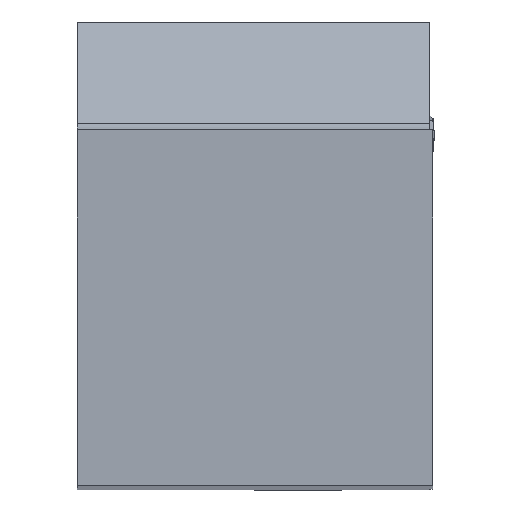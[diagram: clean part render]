
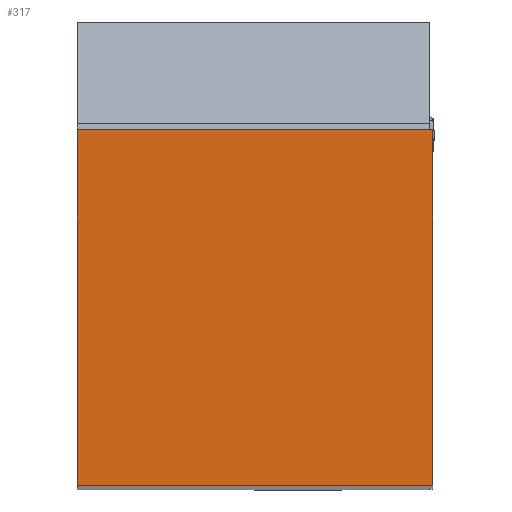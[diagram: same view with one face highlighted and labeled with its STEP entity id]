
A CAD part, top view. The second image highlights one B-rep face of the part: STEP entity #317.
In plain terms, the highlighted planar face has unit normal (0, 0, 1).
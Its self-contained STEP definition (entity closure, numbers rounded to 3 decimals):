
#317=ADVANCED_FACE('CU_BACK_SU1',(#482),#420,.F.);
#420=PLANE('',#2162);
#482=FACE_OUTER_BOUND('',#593,.T.);
#593=EDGE_LOOP('',(#848,#849,#850,#851));
#848=ORIENTED_EDGE('',*,*,#1490,.T.);
#849=ORIENTED_EDGE('',*,*,#1542,.F.);
#850=ORIENTED_EDGE('',*,*,#1555,.T.);
#851=ORIENTED_EDGE('',*,*,#1499,.T.);
#1298=VERTEX_POINT('',#2808);
#1299=VERTEX_POINT('',#2810);
#1307=VERTEX_POINT('',#2828);
#1337=VERTEX_POINT('',#2910);
#1490=EDGE_CURVE('',#1299,#1298,#1773,.T.);
#1499=EDGE_CURVE('',#1307,#1299,#1781,.T.);
#1542=EDGE_CURVE('',#1337,#1298,#1813,.T.);
#1555=EDGE_CURVE('',#1337,#1307,#1821,.T.);
#1773=LINE('',#2809,#1933);
#1781=LINE('',#2827,#1941);
#1813=LINE('',#2911,#1973);
#1821=LINE('',#2973,#1981);
#1933=VECTOR('',#2328,1.);
#1941=VECTOR('',#2340,1.);
#1973=VECTOR('',#2414,1.);
#1981=VECTOR('',#2452,1.);
#2162=AXIS2_PLACEMENT_3D('',#2974,#2453,#2454);
#2328=DIRECTION('',(1.,0.,0.));
#2340=DIRECTION('',(0.,-1.,0.));
#2414=DIRECTION('',(0.,-1.,0.));
#2452=DIRECTION('',(-1.,0.,0.));
#2453=DIRECTION('',(0.,0.,-1.));
#2454=DIRECTION('',(1.,0.,0.));
#2808=CARTESIAN_POINT('',(15.9,0.,0.));
#2809=CARTESIAN_POINT('',(-22.795,0.,0.));
#2810=CARTESIAN_POINT('',(0.,0.,0.));
#2827=CARTESIAN_POINT('',(0.,35.9,0.));
#2828=CARTESIAN_POINT('',(0.,15.9,0.));
#2910=CARTESIAN_POINT('',(15.9,15.9,0.));
#2911=CARTESIAN_POINT('',(15.9,35.9,0.));
#2973=CARTESIAN_POINT('',(-22.795,15.9,0.));
#2974=CARTESIAN_POINT('',(-22.795,35.9,0.));
